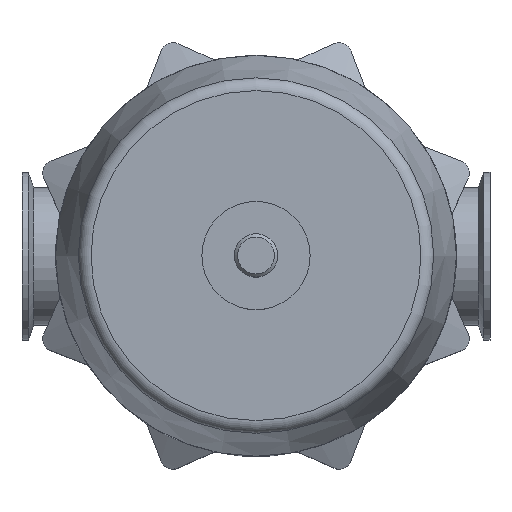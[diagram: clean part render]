
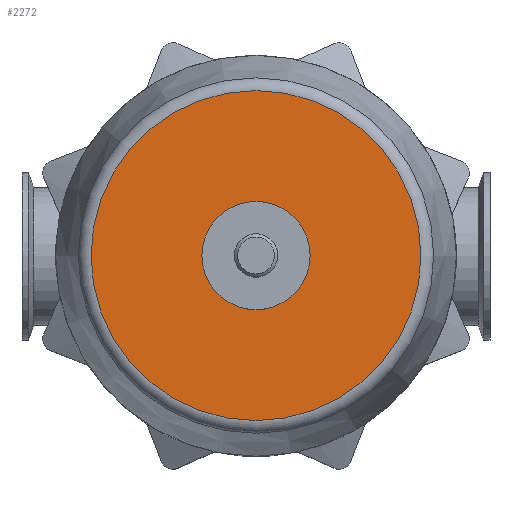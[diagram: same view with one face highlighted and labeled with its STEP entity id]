
A CAD part, top view. The second image highlights one B-rep face of the part: STEP entity #2272.
In plain terms, the highlighted planar face has unit normal (0, 0, 1).
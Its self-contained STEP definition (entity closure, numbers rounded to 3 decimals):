
#140=FACE_BOUND('',#472,.T.);
#196=PLANE('',#2531);
#326=FACE_OUTER_BOUND('',#471,.T.);
#471=EDGE_LOOP('',(#2001));
#472=EDGE_LOOP('',(#2002));
#907=CIRCLE('',#2530,76.143);
#908=CIRCLE('',#2532,25.);
#1119=VERTEX_POINT('',#4162);
#1120=VERTEX_POINT('',#4166);
#1428=EDGE_CURVE('',#1119,#1119,#907,.T.);
#1429=EDGE_CURVE('',#1120,#1120,#908,.T.);
#2001=ORIENTED_EDGE('',*,*,#1428,.F.);
#2002=ORIENTED_EDGE('',*,*,#1429,.T.);
#2272=ADVANCED_FACE('',(#326,#140),#196,.T.);
#2530=AXIS2_PLACEMENT_3D('',#4164,#3163,#3164);
#2531=AXIS2_PLACEMENT_3D('',#4165,#3165,#3166);
#2532=AXIS2_PLACEMENT_3D('',#4167,#3167,#3168);
#3163=DIRECTION('center_axis',(0.,0.,-1.));
#3164=DIRECTION('ref_axis',(1.,0.,0.));
#3165=DIRECTION('center_axis',(0.,0.,1.));
#3166=DIRECTION('ref_axis',(1.,0.,0.));
#3167=DIRECTION('center_axis',(0.,0.,-1.));
#3168=DIRECTION('ref_axis',(-1.,0.,0.));
#4162=CARTESIAN_POINT('',(76.143,0.,167.95));
#4164=CARTESIAN_POINT('Origin',(0.,0.,167.95));
#4165=CARTESIAN_POINT('Origin',(-53.,0.,167.95));
#4166=CARTESIAN_POINT('',(25.,0.,167.95));
#4167=CARTESIAN_POINT('Origin',(0.,0.,167.95));
